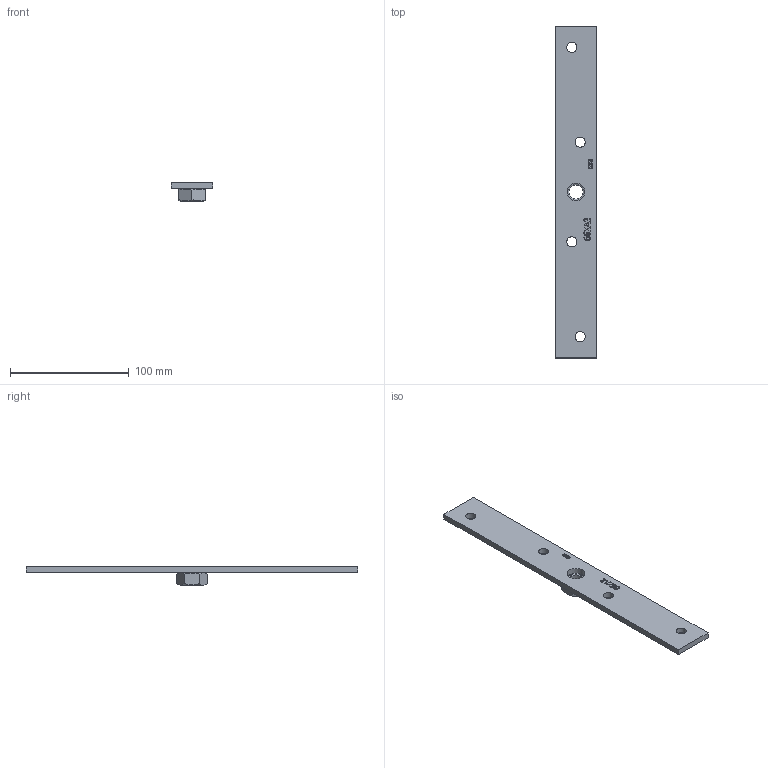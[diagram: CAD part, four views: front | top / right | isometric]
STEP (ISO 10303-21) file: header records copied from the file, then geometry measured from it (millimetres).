
FILE_DESCRIPTION(/* description */ (''),/* implementation_level */ '2;1');
FILE_NAME(/* name */ '0066XA2.stp',/* time_stamp */ '2019-08-23T08:25:59+02:00',/* author */ ('Didierr'),/* organization */ (''),/* preprocessor_version */ 'ST-DEVELOPER v17.2',/* originating_system */ 'Autodesk Inventor 2019',/* authorisation */ '');
FILE_SCHEMA (('AUTOMOTIVE_DESIGN { 1 0 10303 214 3 1 1 }'));
Length unit declared in the file: millimetre
Products named in the file (3): 0066XA2; 17810; 06022
Assembly tree (2 placements, depth 2):
  0066XA2
    17810
    06022
Bounding box: 35 x 280 x 16 mm (x, y, z)
Volume: 50241.1 mm3; surface area: 24536.6 mm2
Topology: 2 solids, 2 shells, 145 faces, 394 edges, 265 vertices
Faces by surface type: plane 78, bspline 49, cylinder 14, cone 4
Full cylindrical faces by diameter (mm): 8.5 x4, 11.835 x1, 15 x1
Entity records: 4947 total; most frequent: CARTESIAN_POINT 1470, ORIENTED_EDGE 788, DIRECTION 529, EDGE_CURVE 394, VERTEX_POINT 265, LINE 241, VECTOR 241, EDGE_LOOP 169
